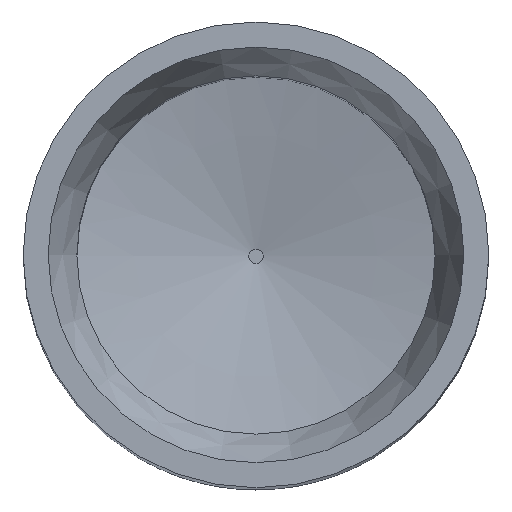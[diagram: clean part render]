
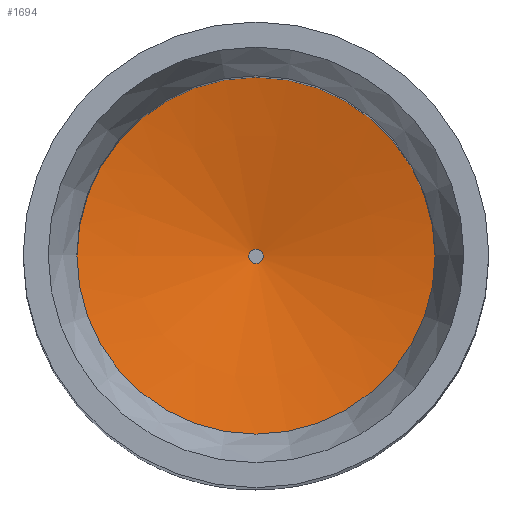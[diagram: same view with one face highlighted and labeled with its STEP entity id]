
A CAD part, top view. The second image highlights one B-rep face of the part: STEP entity #1694.
In plain terms, the highlighted conical face has half-angle 78.232 degrees and reference radius 2.5 mm.
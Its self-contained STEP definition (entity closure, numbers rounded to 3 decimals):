
#1624 = CYLINDRICAL_SURFACE('',#1625,2.5);
#1625 = AXIS2_PLACEMENT_3D('',#1626,#1627,#1628);
#1626 = CARTESIAN_POINT('',(0.,0.,18.));
#1627 = DIRECTION('',(0.,0.,1.));
#1628 = DIRECTION('',(1.,0.,0.));
#1644 = VERTEX_POINT('',#1645);
#1645 = CARTESIAN_POINT('',(2.5,0.,6.5));
#1666 = EDGE_CURVE('',#1644,#1644,#1667,.T.);
#1667 = SURFACE_CURVE('',#1668,(#1673,#1680),.PCURVE_S1.);
#1668 = CIRCLE('',#1669,2.5);
#1669 = AXIS2_PLACEMENT_3D('',#1670,#1671,#1672);
#1670 = CARTESIAN_POINT('',(0.,0.,6.5));
#1671 = DIRECTION('',(0.,0.,1.));
#1672 = DIRECTION('',(1.,0.,0.));
#1673 = PCURVE('',#1624,#1674);
#1674 = DEFINITIONAL_REPRESENTATION('',(#1675),#1679);
#1675 = LINE('',#1676,#1677);
#1676 = CARTESIAN_POINT('',(0.,-11.5));
#1677 = VECTOR('',#1678,1.);
#1678 = DIRECTION('',(1.,0.));
#1679 = ( GEOMETRIC_REPRESENTATION_CONTEXT(2) 
PARAMETRIC_REPRESENTATION_CONTEXT() REPRESENTATION_CONTEXT('2D SPACE',''
  ) );
#1680 = PCURVE('',#1681,#1686);
#1681 = CONICAL_SURFACE('',#1682,2.5,1.365);
#1682 = AXIS2_PLACEMENT_3D('',#1683,#1684,#1685);
#1683 = CARTESIAN_POINT('',(0.,0.,6.5));
#1684 = DIRECTION('',(0.,0.,1.));
#1685 = DIRECTION('',(1.,0.,0.));
#1686 = DEFINITIONAL_REPRESENTATION('',(#1687),#1691);
#1687 = LINE('',#1688,#1689);
#1688 = CARTESIAN_POINT('',(0.,-0.));
#1689 = VECTOR('',#1690,1.);
#1690 = DIRECTION('',(1.,-0.));
#1691 = ( GEOMETRIC_REPRESENTATION_CONTEXT(2) 
PARAMETRIC_REPRESENTATION_CONTEXT() REPRESENTATION_CONTEXT('2D SPACE',''
  ) );
#1694 = ADVANCED_FACE('',(#1695),#1681,.F.);
#1695 = FACE_BOUND('',#1696,.T.);
#1696 = EDGE_LOOP('',(#1697,#1720,#1721,#1722));
#1697 = ORIENTED_EDGE('',*,*,#1698,.F.);
#1698 = EDGE_CURVE('',#1644,#1699,#1701,.T.);
#1699 = VERTEX_POINT('',#1700);
#1700 = CARTESIAN_POINT('',(0.1,0.,6.));
#1701 = SEAM_CURVE('',#1702,(#1706,#1713),.PCURVE_S1.);
#1702 = LINE('',#1703,#1704);
#1703 = CARTESIAN_POINT('',(2.5,0.,6.5));
#1704 = VECTOR('',#1705,1.);
#1705 = DIRECTION('',(-0.979,-0.,-0.204));
#1706 = PCURVE('',#1681,#1707);
#1707 = DEFINITIONAL_REPRESENTATION('',(#1708),#1712);
#1708 = LINE('',#1709,#1710);
#1709 = CARTESIAN_POINT('',(0.,-0.));
#1710 = VECTOR('',#1711,1.);
#1711 = DIRECTION('',(0.,-1.));
#1712 = ( GEOMETRIC_REPRESENTATION_CONTEXT(2) 
PARAMETRIC_REPRESENTATION_CONTEXT() REPRESENTATION_CONTEXT('2D SPACE',''
  ) );
#1713 = PCURVE('',#1681,#1714);
#1714 = DEFINITIONAL_REPRESENTATION('',(#1715),#1719);
#1715 = LINE('',#1716,#1717);
#1716 = CARTESIAN_POINT('',(6.283,-0.));
#1717 = VECTOR('',#1718,1.);
#1718 = DIRECTION('',(0.,-1.));
#1719 = ( GEOMETRIC_REPRESENTATION_CONTEXT(2) 
PARAMETRIC_REPRESENTATION_CONTEXT() REPRESENTATION_CONTEXT('2D SPACE',''
  ) );
#1720 = ORIENTED_EDGE('',*,*,#1666,.T.);
#1721 = ORIENTED_EDGE('',*,*,#1698,.T.);
#1722 = ORIENTED_EDGE('',*,*,#1723,.F.);
#1723 = EDGE_CURVE('',#1699,#1699,#1724,.T.);
#1724 = SURFACE_CURVE('',#1725,(#1730,#1737),.PCURVE_S1.);
#1725 = CIRCLE('',#1726,0.1);
#1726 = AXIS2_PLACEMENT_3D('',#1727,#1728,#1729);
#1727 = CARTESIAN_POINT('',(0.,0.,6.));
#1728 = DIRECTION('',(0.,0.,1.));
#1729 = DIRECTION('',(1.,0.,0.));
#1730 = PCURVE('',#1681,#1731);
#1731 = DEFINITIONAL_REPRESENTATION('',(#1732),#1736);
#1732 = LINE('',#1733,#1734);
#1733 = CARTESIAN_POINT('',(0.,-0.5));
#1734 = VECTOR('',#1735,1.);
#1735 = DIRECTION('',(1.,-0.));
#1736 = ( GEOMETRIC_REPRESENTATION_CONTEXT(2) 
PARAMETRIC_REPRESENTATION_CONTEXT() REPRESENTATION_CONTEXT('2D SPACE',''
  ) );
#1737 = PCURVE('',#1738,#1743);
#1738 = PLANE('',#1739);
#1739 = AXIS2_PLACEMENT_3D('',#1740,#1741,#1742);
#1740 = CARTESIAN_POINT('',(0.,0.,6.));
#1741 = DIRECTION('',(0.,0.,1.));
#1742 = DIRECTION('',(1.,0.,0.));
#1743 = DEFINITIONAL_REPRESENTATION('',(#1744),#1748);
#1744 = CIRCLE('',#1745,0.1);
#1745 = AXIS2_PLACEMENT_2D('',#1746,#1747);
#1746 = CARTESIAN_POINT('',(0.,0.));
#1747 = DIRECTION('',(1.,0.));
#1748 = ( GEOMETRIC_REPRESENTATION_CONTEXT(2) 
PARAMETRIC_REPRESENTATION_CONTEXT() REPRESENTATION_CONTEXT('2D SPACE',''
  ) );
